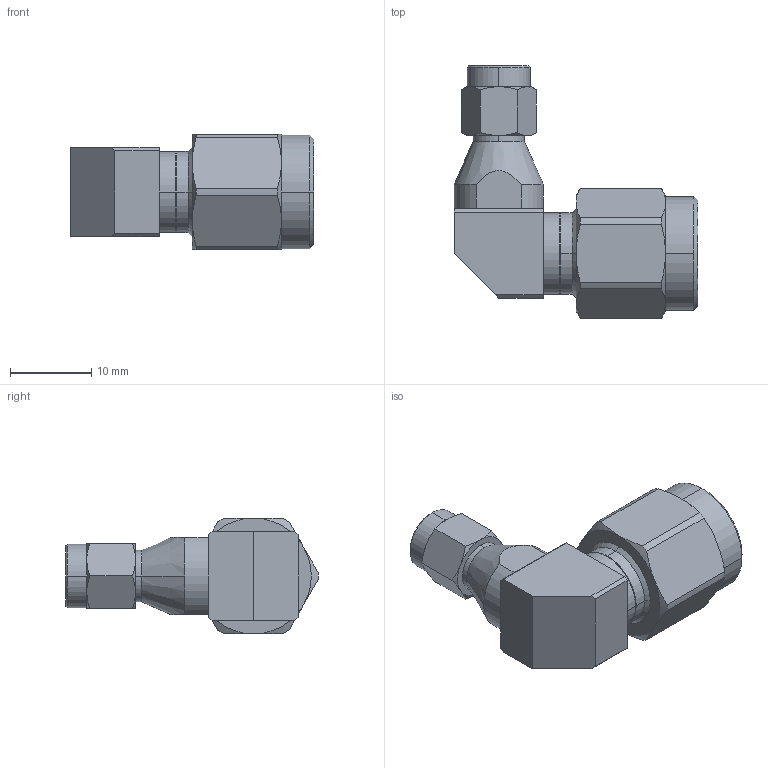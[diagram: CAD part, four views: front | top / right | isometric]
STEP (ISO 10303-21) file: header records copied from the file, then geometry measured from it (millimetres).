
FILE_DESCRIPTION (( 'STEP AP214' ), '1' );
FILE_NAME ('FMAD1570_3D.STEP', '2022-08-03T22:45:36', ( '' ), ( '' ), 'SwSTEP 2.0', 'SolidWorks 2021', '' );
FILE_SCHEMA (( 'AUTOMOTIVE_DESIGN' ));
Length unit declared in the file: millimetre
Products named in the file (4): Copy of ALS-T3T8-18-2--TNC3^FMAD1570; Copy of ALS-T3T8-18-4-RIGHT^FMAD1570; Copy of ALS-A3T3-18-4--A3^FMAD1570; FMAD1570_3D
Assembly tree (3 placements, depth 2):
  FMAD1570_3D
    Copy of ALS-T3T8-18-4-RIGHT^FMAD1570
    Copy of ALS-A3T3-18-4--A3^FMAD1570
    Copy of ALS-T3T8-18-2--TNC3^FMAD1570
Bounding box: 30.05 x 31.15 x 14.28 mm (x, y, z)
Volume: 4630.1 mm3; surface area: 3533.3 mm2
Topology: 3 solids, 3 shells, 193 faces, 432 edges, 263 vertices
Faces by surface type: cylinder 84, cone 66, plane 43
Entity records: 5613 total; most frequent: CARTESIAN_POINT 1091, DIRECTION 999, ORIENTED_EDGE 864, EDGE_CURVE 432, AXIS2_PLACEMENT_3D 421, VERTEX_POINT 263, CIRCLE 222, EDGE_LOOP 211
